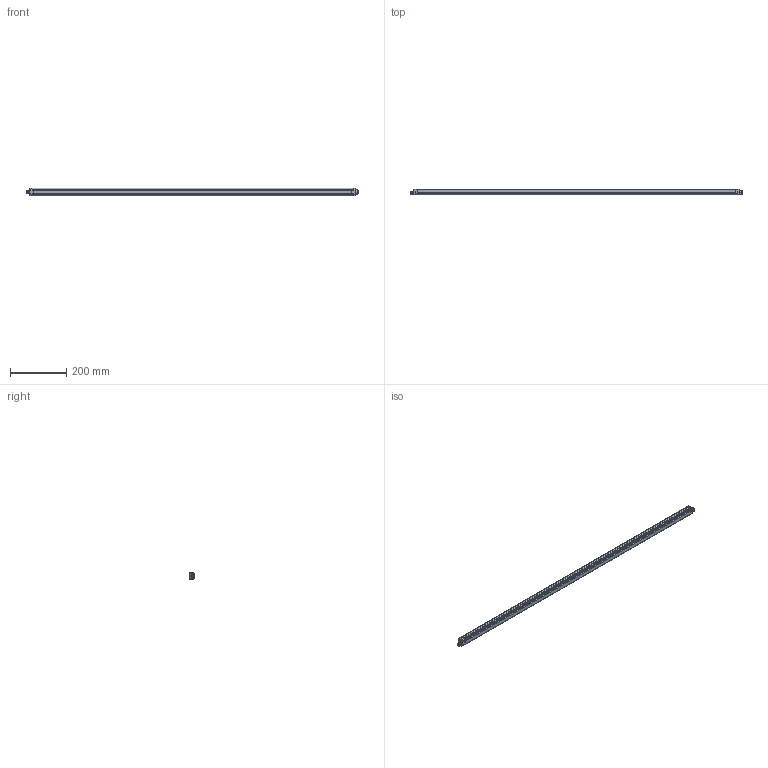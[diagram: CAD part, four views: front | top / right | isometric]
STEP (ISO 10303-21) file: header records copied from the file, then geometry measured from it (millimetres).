
FILE_DESCRIPTION((''),'2;1');
FILE_NAME('154544_SW','2010-11-02T',('banengservice'),('BANNER ENGINEERING'),'PRO/ENGINEER BY PARAMETRIC TECHNOLOGY CORPORATION, 2009141','PRO/ENGINEER BY PARAMETRIC TECHNOLOGY CORPORATION, 2009141','');
FILE_SCHEMA(('CONFIG_CONTROL_DESIGN'));
Products named in the file (1): 154544_SW
Bounding box: 1181 x 21 x 28 mm (x, y, z)
Volume: 259178.6 mm3; surface area: 280866.1 mm2
Topology: 1 solids, 1 shells, 1004 faces, 2522 edges, 1538 vertices
Faces by surface type: cylinder 325, plane 306, bspline 139, cone 128, torus 90, sphere 16
Entity records: 48146 total; most frequent: CARTESIAN_POINT 24736, ORIENTED_EDGE 5028, DIRECTION 4822, EDGE_CURVE 2514, AXIS2_PLACEMENT_3D 1884, VERTEX_POINT 1538, EDGE_LOOP 1062, VECTOR 1054
